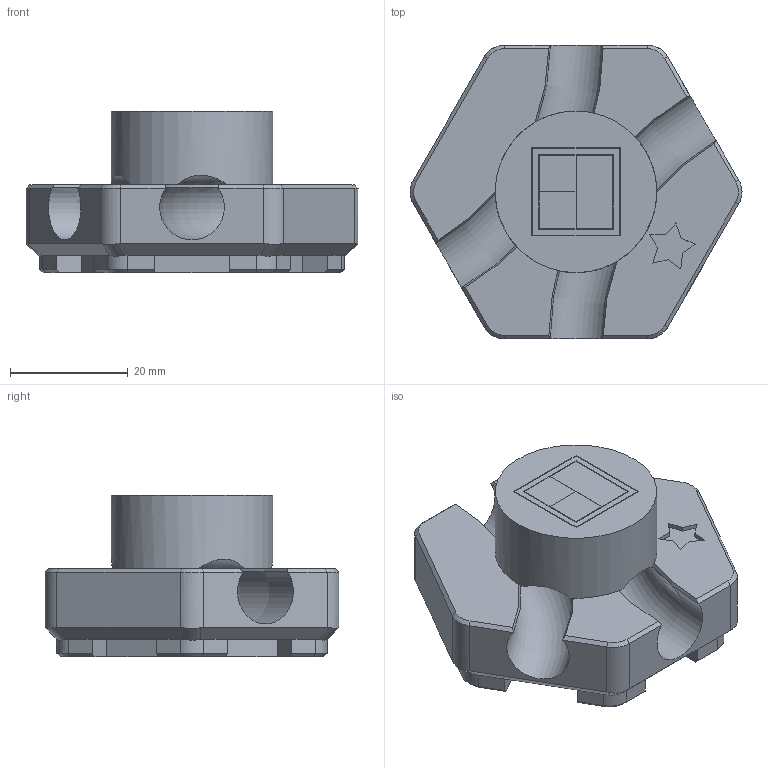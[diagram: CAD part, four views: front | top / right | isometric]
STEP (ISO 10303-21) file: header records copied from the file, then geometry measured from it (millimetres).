
FILE_DESCRIPTION(/* description */ (''),/* implementation_level */ '2;1');
FILE_NAME(/* name */ 'Sushi - Uramaki.step',/* time_stamp */ '2025-05-08T08:32:44-07:00',/* author */ (''),/* organization */ (''),/* preprocessor_version */ 'ST-DEVELOPER v20.1',/* originating_system */ 'Autodesk Translation Framework v14.4.0.0',/* authorisation */ '');
FILE_SCHEMA (('AUTOMOTIVE_DESIGN { 1 0 10303 214 3 1 1 }'));
Length unit declared in the file: millimetre
Products named in the file (6): Uramaki; Component2; Component3; Component4; Component5; Component6
Assembly tree (5 placements, depth 2):
  Uramaki
    Component2
    Component3
    Component4
    Component5
    Component6
Bounding box: 56.5 x 50 x 27.5 mm (x, y, z)
Volume: 28895.6 mm3; surface area: 13158.9 mm2
Topology: 6 solids, 6 shells, 161 faces, 405 edges, 258 vertices
Faces by surface type: plane 122, cylinder 19, cone 16, torus 4
Full cylindrical faces by diameter (mm): 27.5 x1
Entity records: 5018 total; most frequent: CARTESIAN_POINT 895, DIRECTION 827, ORIENTED_EDGE 810, EDGE_CURVE 405, LINE 303, VECTOR 303, AXIS2_PLACEMENT_3D 262, VERTEX_POINT 258
